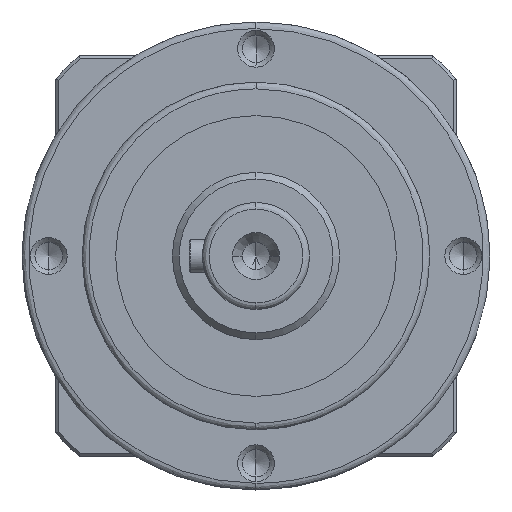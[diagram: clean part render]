
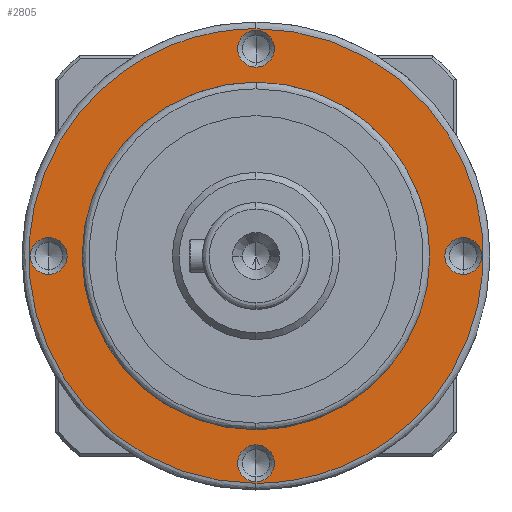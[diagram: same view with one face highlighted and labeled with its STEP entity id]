
A CAD part, left-side view. The second image highlights one B-rep face of the part: STEP entity #2805.
In plain terms, the highlighted face is planar.
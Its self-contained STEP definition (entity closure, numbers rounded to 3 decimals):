
#251 = CIRCLE ( 'NONE', #18032, 26. ) ;
#478 = VERTEX_POINT ( 'NONE', #9304 ) ;
#680 = CARTESIAN_POINT ( 'NONE',  ( 0., 0., 5. ) ) ;
#868 = VERTEX_POINT ( 'NONE', #6561 ) ;
#1504 = EDGE_CURVE ( 'NONE', #6629, #868, #19278, .T. ) ;
#1584 = EDGE_CURVE ( 'NONE', #6930, #478, #10210, .T. ) ;
#1907 = EDGE_CURVE ( 'NONE', #8658, #12952, #5285, .T. ) ;
#1983 = EDGE_CURVE ( 'NONE', #5747, #24756, #9441, .T. ) ;
#2022 = CIRCLE ( 'NONE', #19612, 2.75 ) ;
#2204 = EDGE_CURVE ( 'NONE', #7375, #17828, #23869, .T. ) ;
#2416 = ORIENTED_EDGE ( 'NONE', *, *, #5576, .F. ) ;
#2588 = ORIENTED_EDGE ( 'NONE', *, *, #1907, .F. ) ;
#2805 = ADVANCED_FACE ( 'NONE', ( #4532, #28170, #16568, #22011, #15820, #9750 ), #26897, .F. ) ;
#3016 = CARTESIAN_POINT ( 'NONE',  ( -2.75, 31., 5. ) ) ;
#3934 = CARTESIAN_POINT ( 'NONE',  ( 2.75, 31., 5. ) ) ;
#3942 = EDGE_CURVE ( 'NONE', #5217, #5874, #7239, .T. ) ;
#4532 = FACE_OUTER_BOUND ( 'NONE', #25266, .T. ) ;
#4882 = CARTESIAN_POINT ( 'NONE',  ( 2.75, -31., 5. ) ) ;
#4967 = DIRECTION ( 'NONE',  ( 1., 0., 0. ) ) ;
#5004 = DIRECTION ( 'NONE',  ( 0., 0., -1. ) ) ;
#5030 = CARTESIAN_POINT ( 'NONE',  ( 0., 0., 5. ) ) ;
#5217 = VERTEX_POINT ( 'NONE', #27981 ) ;
#5285 = CIRCLE ( 'NONE', #7260, 2.75 ) ;
#5366 = DIRECTION ( 'NONE',  ( -1., 0., 0. ) ) ;
#5428 = CARTESIAN_POINT ( 'NONE',  ( -28.25, 0., 5. ) ) ;
#5476 = DIRECTION ( 'NONE',  ( 0., 0., -1. ) ) ;
#5525 = EDGE_CURVE ( 'NONE', #12952, #8658, #2022, .T. ) ;
#5576 = EDGE_CURVE ( 'NONE', #24756, #5747, #13133, .T. ) ;
#5637 = ORIENTED_EDGE ( 'NONE', *, *, #1504, .F. ) ;
#5661 = EDGE_CURVE ( 'NONE', #17828, #7375, #251, .T. ) ;
#5747 = VERTEX_POINT ( 'NONE', #3934 ) ;
#5874 = VERTEX_POINT ( 'NONE', #23810 ) ;
#6118 = EDGE_CURVE ( 'NONE', #5874, #5217, #27947, .T. ) ;
#6144 = EDGE_CURVE ( 'NONE', #868, #6629, #14154, .T. ) ;
#6561 = CARTESIAN_POINT ( 'NONE',  ( 28.25, 0., 5. ) ) ;
#6579 = DIRECTION ( 'NONE',  ( -1., 0., 0. ) ) ;
#6629 = VERTEX_POINT ( 'NONE', #25936 ) ;
#6631 = DIRECTION ( 'NONE',  ( 0., 0., -1. ) ) ;
#6671 = CARTESIAN_POINT ( 'NONE',  ( 0., 31., 5. ) ) ;
#6800 = DIRECTION ( 'NONE',  ( -1., 0., 0. ) ) ;
#6895 = DIRECTION ( 'NONE',  ( 0., 0., -1. ) ) ;
#6930 = VERTEX_POINT ( 'NONE', #4882 ) ;
#6999 = CARTESIAN_POINT ( 'NONE',  ( 31., 0., 5. ) ) ;
#7223 = ORIENTED_EDGE ( 'NONE', *, *, #2204, .F. ) ;
#7239 =( BOUNDED_CURVE ( )  B_SPLINE_CURVE ( 3, ( #16092, #16127, #16415, #15928 ),
 .UNSPECIFIED., .F., .F. ) 
 B_SPLINE_CURVE_WITH_KNOTS ( ( 4, 4 ),
 ( 0., 0.5 ),
 .UNSPECIFIED. ) 
 CURVE ( )  GEOMETRIC_REPRESENTATION_ITEM ( )  RATIONAL_B_SPLINE_CURVE ( ( 1., 0.333, 0.333, 1. ) ) 
 REPRESENTATION_ITEM ( '' )  );
#7260 = AXIS2_PLACEMENT_3D ( 'NONE', #14700, #14496, #14399 ) ;
#7316 = ORIENTED_EDGE ( 'NONE', *, *, #1983, .F. ) ;
#7375 = VERTEX_POINT ( 'NONE', #20204 ) ;
#7428 = EDGE_CURVE ( 'NONE', #478, #6930, #20940, .T. ) ;
#7713 = CARTESIAN_POINT ( 'NONE',  ( 0., -31., 5. ) ) ;
#7778 = DIRECTION ( 'NONE',  ( -1., 0., 0. ) ) ;
#7815 = DIRECTION ( 'NONE',  ( 0., 0., -1. ) ) ;
#7867 = EDGE_LOOP ( 'NONE', ( #2416, #7316 ) ) ;
#7877 = CARTESIAN_POINT ( 'NONE',  ( 0., 31., 5. ) ) ;
#8008 = CARTESIAN_POINT ( 'NONE',  ( -34., 0., 5. ) ) ;
#8111 = CARTESIAN_POINT ( 'NONE',  ( -34., 68., 5. ) ) ;
#8658 = VERTEX_POINT ( 'NONE', #5428 ) ;
#8694 = CARTESIAN_POINT ( 'NONE',  ( 34., 68., 5. ) ) ;
#8792 = CARTESIAN_POINT ( 'NONE',  ( 34., 0., 5. ) ) ;
#9304 = CARTESIAN_POINT ( 'NONE',  ( -2.75, -31., 5. ) ) ;
#9441 = CIRCLE ( 'NONE', #24779, 2.75 ) ;
#9520 = ORIENTED_EDGE ( 'NONE', *, *, #7428, .F. ) ;
#9567 = AXIS2_PLACEMENT_3D ( 'NONE', #26147, #26112, #26037 ) ;
#9750 = FACE_BOUND ( 'NONE', #27694, .T. ) ;
#9971 = DIRECTION ( 'NONE',  ( -1., 0., 0. ) ) ;
#10039 = DIRECTION ( 'NONE',  ( 0., 0., -1. ) ) ;
#10071 = CARTESIAN_POINT ( 'NONE',  ( -31., 0., 5. ) ) ;
#10210 = CIRCLE ( 'NONE', #28640, 2.75 ) ;
#10388 = AXIS2_PLACEMENT_3D ( 'NONE', #16665, #14349, #14252 ) ;
#10774 = CARTESIAN_POINT ( 'NONE',  ( 26., 0., 5. ) ) ;
#11261 = AXIS2_PLACEMENT_3D ( 'NONE', #6999, #6895, #6800 ) ;
#11307 = EDGE_LOOP ( 'NONE', ( #9520, #14972 ) ) ;
#11516 = DIRECTION ( 'NONE',  ( 0., 0., -1. ) ) ;
#11634 = EDGE_LOOP ( 'NONE', ( #15855, #2588 ) ) ;
#12495 = DIRECTION ( 'NONE',  ( 1., 0., 0. ) ) ;
#12952 = VERTEX_POINT ( 'NONE', #16447 ) ;
#13133 = CIRCLE ( 'NONE', #19421, 2.75 ) ;
#14154 = CIRCLE ( 'NONE', #11261, 2.75 ) ;
#14252 = DIRECTION ( 'NONE',  ( -1., 0., 0. ) ) ;
#14349 = DIRECTION ( 'NONE',  ( 0., 0., -1. ) ) ;
#14399 = DIRECTION ( 'NONE',  ( -1., 0., 0. ) ) ;
#14496 = DIRECTION ( 'NONE',  ( 0., 0., -1. ) ) ;
#14700 = CARTESIAN_POINT ( 'NONE',  ( -31., 0., 5. ) ) ;
#14972 = ORIENTED_EDGE ( 'NONE', *, *, #1584, .F. ) ;
#15820 = FACE_BOUND ( 'NONE', #7867, .T. ) ;
#15855 = ORIENTED_EDGE ( 'NONE', *, *, #5525, .F. ) ;
#15928 = CARTESIAN_POINT ( 'NONE',  ( 34., 0., 5. ) ) ;
#16092 = CARTESIAN_POINT ( 'NONE',  ( -34., 0., 5. ) ) ;
#16127 = CARTESIAN_POINT ( 'NONE',  ( -34., -68., 5. ) ) ;
#16415 = CARTESIAN_POINT ( 'NONE',  ( 34., -68., 5. ) ) ;
#16447 = CARTESIAN_POINT ( 'NONE',  ( -33.75, 0., 5. ) ) ;
#16568 = FACE_BOUND ( 'NONE', #11307, .T. ) ;
#16665 = CARTESIAN_POINT ( 'NONE',  ( 31., 0., 5. ) ) ;
#16838 = DIRECTION ( 'NONE',  ( -1., 0., 0. ) ) ;
#16879 = DIRECTION ( 'NONE',  ( 0., 0., -1. ) ) ;
#16926 = CARTESIAN_POINT ( 'NONE',  ( 0., -31., 5. ) ) ;
#17446 = ORIENTED_EDGE ( 'NONE', *, *, #6144, .F. ) ;
#17828 = VERTEX_POINT ( 'NONE', #10774 ) ;
#18032 = AXIS2_PLACEMENT_3D ( 'NONE', #5030, #5004, #4967 ) ;
#19278 = CIRCLE ( 'NONE', #10388, 2.75 ) ;
#19421 = AXIS2_PLACEMENT_3D ( 'NONE', #7877, #7815, #7778 ) ;
#19612 = AXIS2_PLACEMENT_3D ( 'NONE', #10071, #10039, #9971 ) ;
#20204 = CARTESIAN_POINT ( 'NONE',  ( -26., 0., 5. ) ) ;
#20940 = CIRCLE ( 'NONE', #27622, 2.75 ) ;
#22011 = FACE_BOUND ( 'NONE', #11634, .T. ) ;
#22458 = AXIS2_PLACEMENT_3D ( 'NONE', #680, #11516, #12495 ) ;
#23438 = ORIENTED_EDGE ( 'NONE', *, *, #5661, .F. ) ;
#23810 = CARTESIAN_POINT ( 'NONE',  ( 34., 0., 5. ) ) ;
#23869 = CIRCLE ( 'NONE', #22458, 26. ) ;
#24756 = VERTEX_POINT ( 'NONE', #3016 ) ;
#24779 = AXIS2_PLACEMENT_3D ( 'NONE', #6671, #6631, #6579 ) ;
#25266 = EDGE_LOOP ( 'NONE', ( #28152, #28381 ) ) ;
#25936 = CARTESIAN_POINT ( 'NONE',  ( 33.75, 0., 5. ) ) ;
#26037 = DIRECTION ( 'NONE',  ( 1., 0., 0. ) ) ;
#26112 = DIRECTION ( 'NONE',  ( 0., 0., 1. ) ) ;
#26147 = CARTESIAN_POINT ( 'NONE',  ( 0., 0., 5. ) ) ;
#26897 = PLANE ( 'NONE',  #9567 ) ;
#27622 = AXIS2_PLACEMENT_3D ( 'NONE', #16926, #16879, #16838 ) ;
#27694 = EDGE_LOOP ( 'NONE', ( #23438, #7223 ) ) ;
#27947 =( BOUNDED_CURVE ( )  B_SPLINE_CURVE ( 3, ( #8792, #8694, #8111, #8008 ),
 .UNSPECIFIED., .F., .F. ) 
 B_SPLINE_CURVE_WITH_KNOTS ( ( 4, 4 ),
 ( 0.5, 1. ),
 .UNSPECIFIED. ) 
 CURVE ( )  GEOMETRIC_REPRESENTATION_ITEM ( )  RATIONAL_B_SPLINE_CURVE ( ( 1., 0.333, 0.333, 1. ) ) 
 REPRESENTATION_ITEM ( '' )  );
#27981 = CARTESIAN_POINT ( 'NONE',  ( -34., 0., 5. ) ) ;
#28152 = ORIENTED_EDGE ( 'NONE', *, *, #6118, .F. ) ;
#28170 = FACE_BOUND ( 'NONE', #29277, .T. ) ;
#28381 = ORIENTED_EDGE ( 'NONE', *, *, #3942, .F. ) ;
#28640 = AXIS2_PLACEMENT_3D ( 'NONE', #7713, #5476, #5366 ) ;
#29277 = EDGE_LOOP ( 'NONE', ( #17446, #5637 ) ) ;
